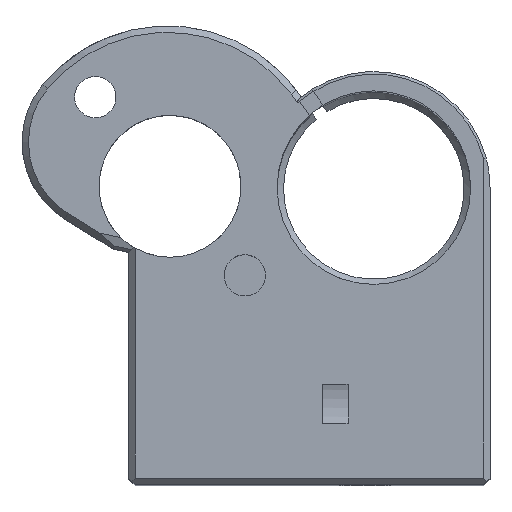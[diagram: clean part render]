
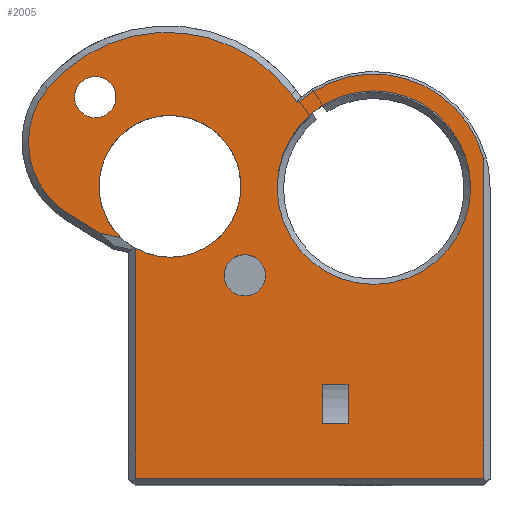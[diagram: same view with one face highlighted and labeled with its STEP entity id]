
A CAD part, top view. The second image highlights one B-rep face of the part: STEP entity #2005.
In plain terms, the highlighted planar face has unit normal (0, 0, 1).
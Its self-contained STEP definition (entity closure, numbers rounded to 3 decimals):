
#89=FACE_BOUND('',#311,.T.);
#90=FACE_BOUND('',#312,.T.);
#91=FACE_BOUND('',#313,.T.);
#92=FACE_BOUND('',#314,.T.);
#121=CIRCLE('',#2149,8.8);
#124=CIRCLE('',#2156,12.03);
#125=CIRCLE('',#2157,6.5);
#126=CIRCLE('',#2158,5.5);
#127=CIRCLE('',#2159,5.5);
#128=CIRCLE('',#2160,1.6);
#129=CIRCLE('',#2161,1.6);
#130=CIRCLE('',#2162,7.5);
#194=FACE_OUTER_BOUND('',#310,.T.);
#310=EDGE_LOOP('',(#1487,#1488,#1489,#1490,#1491,#1492,#1493,#1494,#1495,
#1496,#1497,#1498));
#311=EDGE_LOOP('',(#1499));
#312=EDGE_LOOP('',(#1500,#1501,#1502,#1503));
#313=EDGE_LOOP('',(#1504));
#314=EDGE_LOOP('',(#1505));
#437=LINE('',#2916,#642);
#440=LINE('',#2921,#645);
#490=LINE('',#3072,#695);
#491=LINE('',#3075,#696);
#494=LINE('',#3082,#699);
#495=LINE('',#3088,#700);
#496=LINE('',#3090,#701);
#497=LINE('',#3096,#702);
#498=LINE('',#3097,#703);
#499=LINE('',#3101,#704);
#500=LINE('',#3102,#705);
#642=VECTOR('',#2355,10.);
#645=VECTOR('',#2360,10.);
#695=VECTOR('',#2480,10.);
#696=VECTOR('',#2483,10.);
#699=VECTOR('',#2490,10.);
#700=VECTOR('',#2495,10.);
#701=VECTOR('',#2496,10.);
#702=VECTOR('',#2501,10.);
#703=VECTOR('',#2502,10.);
#704=VECTOR('',#2505,10.);
#705=VECTOR('',#2506,10.);
#845=VERTEX_POINT('',#2913);
#846=VERTEX_POINT('',#2915);
#847=VERTEX_POINT('',#2919);
#888=VERTEX_POINT('',#3052);
#889=VERTEX_POINT('',#3053);
#894=VERTEX_POINT('',#3070);
#895=VERTEX_POINT('',#3074);
#897=VERTEX_POINT('',#3081);
#898=VERTEX_POINT('',#3083);
#899=VERTEX_POINT('',#3085);
#900=VERTEX_POINT('',#3087);
#901=VERTEX_POINT('',#3089);
#902=VERTEX_POINT('',#3091);
#903=VERTEX_POINT('',#3093);
#904=VERTEX_POINT('',#3095);
#905=VERTEX_POINT('',#3098);
#906=VERTEX_POINT('',#3100);
#907=VERTEX_POINT('',#3103);
#908=VERTEX_POINT('',#3105);
#1046=EDGE_CURVE('',#846,#845,#437,.T.);
#1049=EDGE_CURVE('',#845,#847,#440,.T.);
#1111=EDGE_CURVE('',#888,#889,#121,.T.);
#1118=EDGE_CURVE('',#894,#888,#490,.T.);
#1119=EDGE_CURVE('',#889,#895,#491,.T.);
#1123=EDGE_CURVE('',#897,#894,#494,.T.);
#1124=EDGE_CURVE('',#898,#897,#124,.T.);
#1125=EDGE_CURVE('',#899,#898,#125,.T.);
#1126=EDGE_CURVE('',#900,#899,#495,.T.);
#1127=EDGE_CURVE('',#901,#900,#496,.T.);
#1128=EDGE_CURVE('',#901,#902,#126,.T.);
#1129=EDGE_CURVE('',#902,#903,#127,.T.);
#1130=EDGE_CURVE('',#904,#903,#497,.T.);
#1131=EDGE_CURVE('',#895,#904,#498,.T.);
#1132=EDGE_CURVE('',#905,#905,#128,.T.);
#1133=EDGE_CURVE('',#906,#846,#499,.T.);
#1134=EDGE_CURVE('',#906,#847,#500,.T.);
#1135=EDGE_CURVE('',#907,#907,#129,.T.);
#1136=EDGE_CURVE('',#908,#908,#130,.T.);
#1487=ORIENTED_EDGE('',*,*,#1111,.F.);
#1488=ORIENTED_EDGE('',*,*,#1118,.F.);
#1489=ORIENTED_EDGE('',*,*,#1123,.F.);
#1490=ORIENTED_EDGE('',*,*,#1124,.F.);
#1491=ORIENTED_EDGE('',*,*,#1125,.F.);
#1492=ORIENTED_EDGE('',*,*,#1126,.F.);
#1493=ORIENTED_EDGE('',*,*,#1127,.F.);
#1494=ORIENTED_EDGE('',*,*,#1128,.T.);
#1495=ORIENTED_EDGE('',*,*,#1129,.T.);
#1496=ORIENTED_EDGE('',*,*,#1130,.F.);
#1497=ORIENTED_EDGE('',*,*,#1131,.F.);
#1498=ORIENTED_EDGE('',*,*,#1119,.F.);
#1499=ORIENTED_EDGE('',*,*,#1132,.T.);
#1500=ORIENTED_EDGE('',*,*,#1133,.T.);
#1501=ORIENTED_EDGE('',*,*,#1046,.T.);
#1502=ORIENTED_EDGE('',*,*,#1049,.T.);
#1503=ORIENTED_EDGE('',*,*,#1134,.F.);
#1504=ORIENTED_EDGE('',*,*,#1135,.T.);
#1505=ORIENTED_EDGE('',*,*,#1136,.T.);
#1916=PLANE('',#2155);
#2005=ADVANCED_FACE('',(#194,#89,#90,#91,#92),#1916,.T.);
#2149=AXIS2_PLACEMENT_3D('',#3054,#2470,#2471);
#2155=AXIS2_PLACEMENT_3D('',#3080,#2488,#2489);
#2156=AXIS2_PLACEMENT_3D('',#3084,#2491,#2492);
#2157=AXIS2_PLACEMENT_3D('',#3086,#2493,#2494);
#2158=AXIS2_PLACEMENT_3D('',#3092,#2497,#2498);
#2159=AXIS2_PLACEMENT_3D('',#3094,#2499,#2500);
#2160=AXIS2_PLACEMENT_3D('',#3099,#2503,#2504);
#2161=AXIS2_PLACEMENT_3D('',#3104,#2507,#2508);
#2162=AXIS2_PLACEMENT_3D('',#3106,#2509,#2510);
#2355=DIRECTION('',(0.,-1.,0.));
#2360=DIRECTION('',(-1.,0.,0.));
#2470=DIRECTION('center_axis',(0.,0.,
-1.));
#2471=DIRECTION('ref_axis',(1.,0.,0.));
#2480=DIRECTION('',(0.813,0.582,0.));
#2483=DIRECTION('',(0.,-1.,0.));
#2488=DIRECTION('center_axis',(0.,0.,
1.));
#2489=DIRECTION('ref_axis',(-1.,0.,0.));
#2490=DIRECTION('',(0.582,-0.813,0.));
#2491=DIRECTION('center_axis',(0.,0.,
-1.));
#2492=DIRECTION('ref_axis',(1.,0.,0.));
#2493=DIRECTION('center_axis',(0.,0.,
-1.));
#2494=DIRECTION('ref_axis',(-0.987,-0.162,0.));
#2495=DIRECTION('',(-0.849,0.528,0.));
#2496=DIRECTION('',(-0.979,0.203,0.));
#2497=DIRECTION('center_axis',(0.,0.,
-1.));
#2498=DIRECTION('ref_axis',(-1.,0.,0.));
#2499=DIRECTION('center_axis',(0.,0.,
-1.));
#2500=DIRECTION('ref_axis',(-1.,0.,0.));
#2501=DIRECTION('',(0.,1.,0.));
#2502=DIRECTION('',(-1.,0.,0.));
#2503=DIRECTION('center_axis',(0.,0.,
-1.));
#2504=DIRECTION('ref_axis',(-1.,0.,0.));
#2505=DIRECTION('',(1.,0.,0.));
#2506=DIRECTION('',(0.,-1.,0.));
#2507=DIRECTION('center_axis',(0.,0.,
-1.));
#2508=DIRECTION('ref_axis',(-1.,0.,0.));
#2509=DIRECTION('center_axis',(0.,0.,
-1.));
#2510=DIRECTION('ref_axis',(-1.,0.,0.));
#2913=CARTESIAN_POINT('',(5.,-13.75,55.));
#2915=CARTESIAN_POINT('',(5.,-10.75,55.));
#2916=CARTESIAN_POINT('',(5.,-9.763,55.));
#2919=CARTESIAN_POINT('',(3.,-13.75,55.));
#2921=CARTESIAN_POINT('',(10.25,-13.75,55.));
#3052=CARTESIAN_POINT('',(2.28,11.927,55.));
#3053=CARTESIAN_POINT('',(15.5,6.778,55.));
#3054=CARTESIAN_POINT('Origin',(7.,4.5,55.));
#3070=CARTESIAN_POINT('',(1.085,11.072,55.));
#3072=CARTESIAN_POINT('',(1.824,11.601,55.));
#3074=CARTESIAN_POINT('',(15.5,-18.013,55.));
#3075=CARTESIAN_POINT('',(15.5,-7.513,55.));
#3080=CARTESIAN_POINT('Origin',(16.,-7.513,55.));
#3081=CARTESIAN_POINT('',(0.598,11.753,55.));
#3082=CARTESIAN_POINT('',(8.685,0.447,55.));
#3083=CARTESIAN_POINT('',(-18.285,12.149,55.));
#3084=CARTESIAN_POINT('Origin',(-9.,4.5,55.));
#3085=CARTESIAN_POINT('',(-16.698,2.495,55.));
#3086=CARTESIAN_POINT('Origin',(-13.268,8.016,55.));
#3087=CARTESIAN_POINT('',(-14.251,0.975,55.));
#3088=CARTESIAN_POINT('',(-2.859,-6.101,55.));
#3089=CARTESIAN_POINT('',(-12.612,0.636,55.));
#3090=CARTESIAN_POINT('',(9.08,-3.856,55.));
#3091=CARTESIAN_POINT('',(-3.3,4.6,55.));
#3092=CARTESIAN_POINT('Origin',(-8.8,4.6,55.));
#3093=CARTESIAN_POINT('',(-11.5,-0.192,55.));
#3094=CARTESIAN_POINT('Origin',(-8.8,4.6,55.));
#3095=CARTESIAN_POINT('',(-11.5,-18.013,55.));
#3096=CARTESIAN_POINT('',(-11.5,-7.513,55.));
#3097=CARTESIAN_POINT('',(16.086,-18.013,55.));
#3098=CARTESIAN_POINT('',(-1.4,-2.3,55.));
#3099=CARTESIAN_POINT('Origin',(-3.,-2.3,55.));
#3100=CARTESIAN_POINT('',(3.,-10.75,55.));
#3101=CARTESIAN_POINT('',(9.25,-10.75,55.));
#3102=CARTESIAN_POINT('',(3.,-10.631,55.));
#3103=CARTESIAN_POINT('',(-12.988,11.51,55.));
#3104=CARTESIAN_POINT('Origin',(-14.588,11.51,55.));
#3105=CARTESIAN_POINT('',(14.5,4.5,55.));
#3106=CARTESIAN_POINT('Origin',(7.,4.5,55.));
